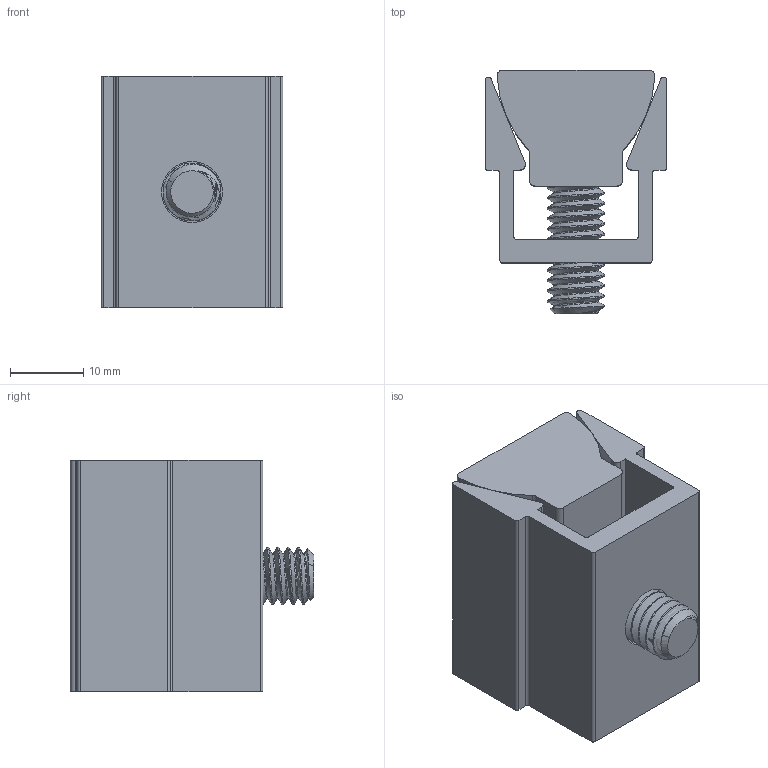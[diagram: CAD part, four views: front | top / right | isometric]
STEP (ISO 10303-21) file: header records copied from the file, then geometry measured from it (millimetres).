
FILE_DESCRIPTION (( 'STEP AP203' ), '1' );
FILE_NAME ('05-0441.STEP', '2023-06-05T18:12:27', ( '' ), ( '' ), 'SwSTEP 2.0', 'SolidWorks 2022', '' );
FILE_SCHEMA (( 'CONFIG_CONTROL_DESIGN' ));
Length unit declared in the file: inch
Products named in the file (4): 60330_60330; 516181 SHCS_516181 SHCS; 05-0441; 60230_60330
Assembly tree (3 placements, depth 2):
  05-0441
    60330_60330
    60230_60330
    516181 SHCS_516181 SHCS
Bounding box: 24.89 x 33.34 x 31.75 mm (x, y, z)
Volume: 14410.9 mm3; surface area: 9475.5 mm2
Topology: 3 solids, 3 shells, 159 faces, 429 edges, 279 vertices
Faces by surface type: cylinder 105, plane 35, cone 17, bspline 2
Entity records: 7198 total; most frequent: CARTESIAN_POINT 3170, ORIENTED_EDGE 858, DIRECTION 682, EDGE_CURVE 429, VERTEX_POINT 279, AXIS2_PLACEMENT_3D 248, LINE 186, VECTOR 186
